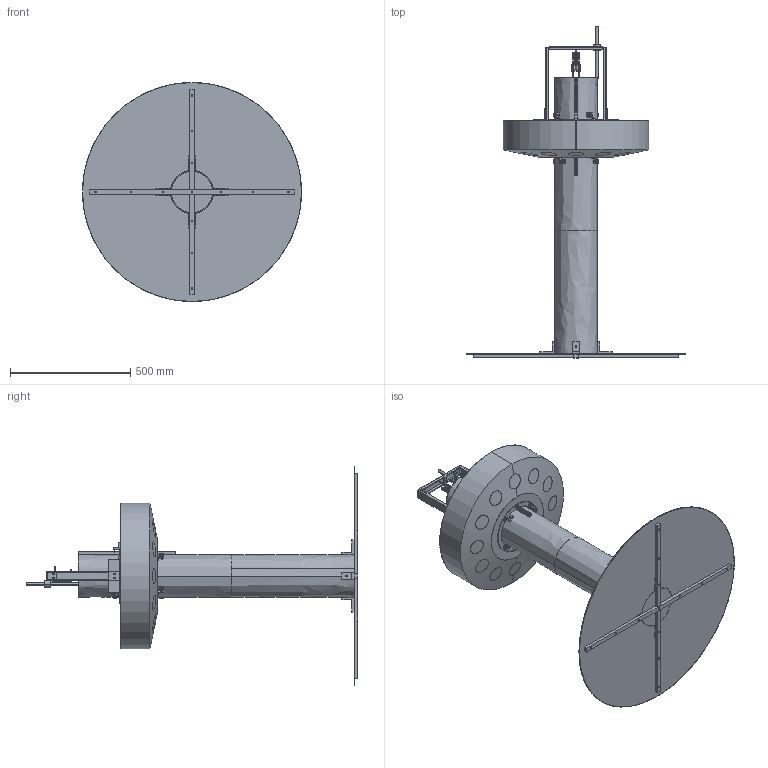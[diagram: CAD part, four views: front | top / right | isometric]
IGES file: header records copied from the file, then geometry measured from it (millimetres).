
Start section: SolidWorks IGES file using analytic representation for surfaces
Global section: file name: RM3-Complete(hidden).IGS; native system: SolidWorks 2018; preprocessor: SolidWorks 2018; author: ljepsen; date: 180716.135559; units: millimetre
Bounding box: 909.09 x 1377.62 x 909.09 mm (x, y, z)
Surface area: 4794030.1 mm2 (no closed solid volume)
Topology: 0 solids, 0 shells, 1173 faces, 25877 edges, 25861 vertices
Faces by surface type: revolution 632, bspline 541
